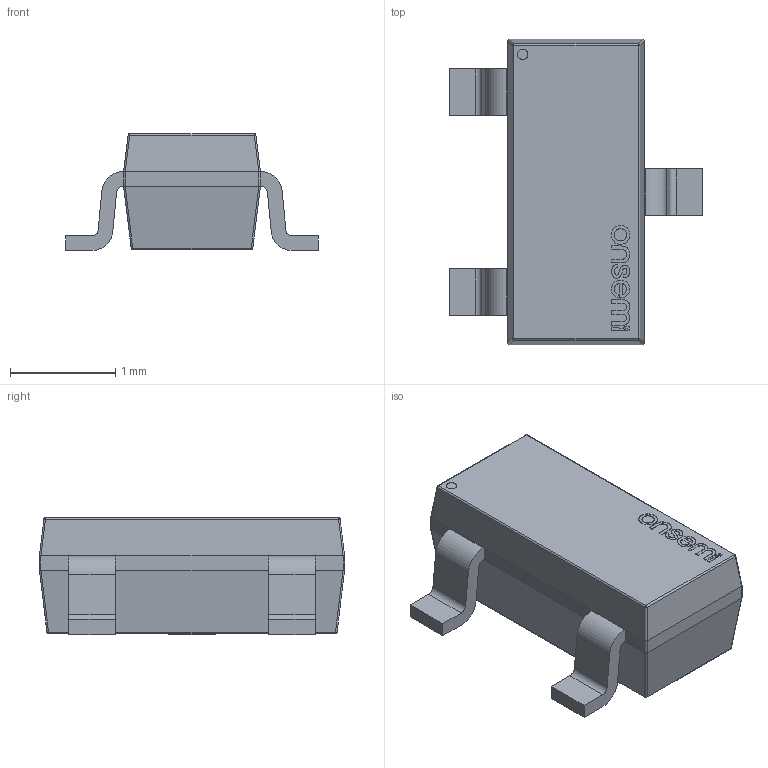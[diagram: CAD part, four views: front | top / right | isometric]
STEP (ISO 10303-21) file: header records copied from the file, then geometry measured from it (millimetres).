
FILE_DESCRIPTION(/* description */ (''),/* implementation_level */ '2;1');
FILE_NAME(/* name */ 'NCP803SN263T1G sot-23 .stp',/* time_stamp */ '2023-03-09T20:49:50-04:00',/* author */ ('rabri'),/* organization */ (''),/* preprocessor_version */ 'ST-DEVELOPER v18',/* originating_system */ 'Autodesk Inventor 2020',/* authorisation */ '');
FILE_SCHEMA (('AUTOMOTIVE_DESIGN { 1 0 10303 214 3 1 1 }'));
Length unit declared in the file: millimetre
Products named in the file (4): Toshiba SSM3K44FS,LF - SOT 23 3 tsot; body; terminal; logo
Assembly tree (3 placements, depth 2):
  Toshiba SSM3K44FS,LF - SOT 23 3 tsot
    body
    terminal
    logo
Bounding box: 2.4 x 2.9 x 1.11 mm (x, y, z)
Volume: 4.1 mm3; surface area: 19.9 mm2
Topology: 12 solids, 12 shells, 188 faces, 470 edges, 306 vertices
Faces by surface type: bspline 76, plane 71, cylinder 33, sphere 8
Full cylindrical faces by diameter (mm): 0.1 x1
Entity records: 6179 total; most frequent: CARTESIAN_POINT 1975, ORIENTED_EDGE 940, DIRECTION 632, EDGE_CURVE 470, VERTEX_POINT 306, LINE 258, VECTOR 258, EDGE_LOOP 192
